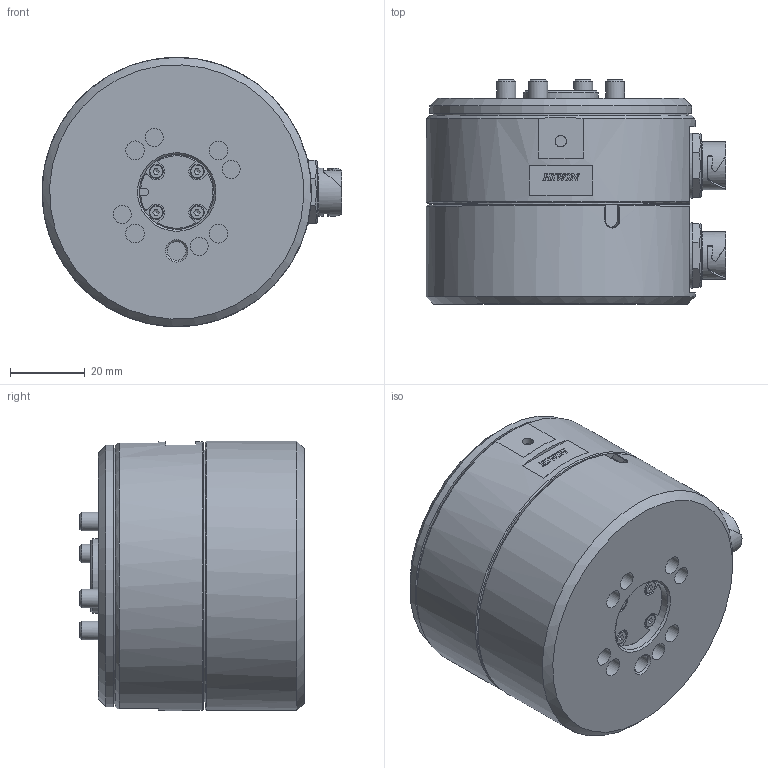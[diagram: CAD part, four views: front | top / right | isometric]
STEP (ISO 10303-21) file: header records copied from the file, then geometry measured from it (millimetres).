
FILE_DESCRIPTION(/* description */ (''),/* implementation_level */ '2;1');
FILE_NAME(/* name */ 'ERJ-30_3D_v2 .stp',/* time_stamp */ '2018-06-28T14:38:33+08:00',/* author */ ('yiting'),/* organization */ (''),/* preprocessor_version */ 'ST-DEVELOPER v16.5',/* originating_system */ 'Autodesk Inventor 2017',/* authorisation */ '');
FILE_SCHEMA (('AUTOMOTIVE_DESIGN { 1 0 10303 214 3 1 1 }'));
Length unit declared in the file: millimetre
Products named in the file (4): ERJ-30_3D_v2 ; ERJ-30_上板_20180112; ERJ-30_固定部; ERJ-30_旋轉部_20180112
Assembly tree (3 placements, depth 2):
  ERJ-30_3D_v2 
    ERJ-30_上板_20180112
    ERJ-30_固定部
    ERJ-30_旋轉部_20180112
Bounding box: 80.15 x 60 x 72 mm (x, y, z)
Volume: 218748 mm3; surface area: 42855.2 mm2
Topology: 3 solids, 35 shells, 702 faces, 1683 edges, 1119 vertices
Faces by surface type: plane 378, cylinder 166, bspline 85, cone 63, torus 10
Full cylindrical faces by diameter (mm): 0.9 x22, 0.95 x22, 3 x2, 3.8 x4, 4 x1, 4.5 x1, 4.8 x8, 5 x9, 5.5 x4, 7 x5, 7.5 x5, 7.9 x2, 8 x2, 8.8 x2, 8.9 x2, 10.1 x2, 12.8 x2, 17.5 x2, 20 x2, 67.348 x1, 68.575 x1, 70 x1, 72 x2
Entity records: 23153 total; most frequent: CARTESIAN_POINT 7927, ORIENTED_EDGE 2838, DIRECTION 2802, EDGE_CURVE 1419, AXIS2_PLACEMENT_3D 1053, VERTEX_POINT 1016, EDGE_LOOP 1005, FACE_OUTER_BOUND 700
